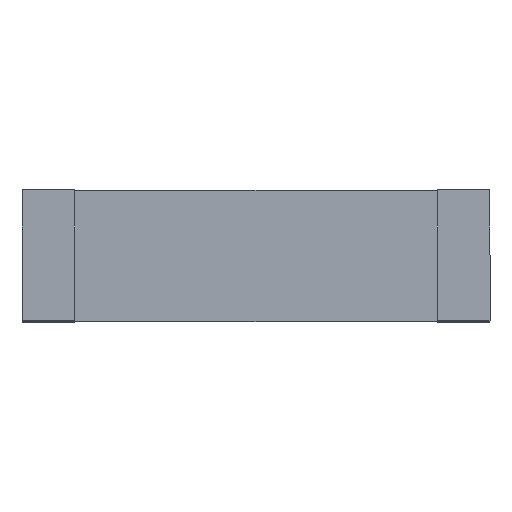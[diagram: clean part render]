
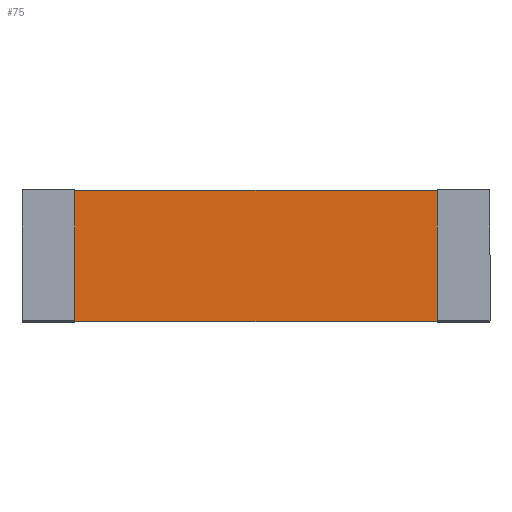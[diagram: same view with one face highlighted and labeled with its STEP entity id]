
A CAD part, top view. The second image highlights one B-rep face of the part: STEP entity #75.
In plain terms, the highlighted planar face has unit normal (0, 0, 1).
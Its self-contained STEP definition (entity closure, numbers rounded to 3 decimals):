
#2 = ORIENTED_EDGE ( 'NONE', *, *, #663, .T. ) ;
#56 = EDGE_CURVE ( 'NONE', #512, #993, #488, .T. ) ;
#72 = CARTESIAN_POINT ( 'NONE',  ( -22.15, 6.2, 5. ) ) ;
#75 = ADVANCED_FACE ( 'NONE', ( #482 ), #253, .T. ) ;
#89 = DIRECTION ( 'NONE',  ( 0., 0., 1. ) ) ;
#93 = CARTESIAN_POINT ( 'NONE',  ( -17.15, 6.2, 5. ) ) ;
#105 = LINE ( 'NONE', #738, #793 ) ;
#120 = VERTEX_POINT ( 'NONE', #129 ) ;
#121 = DIRECTION ( 'NONE',  ( 0., -1., 0. ) ) ;
#129 = CARTESIAN_POINT ( 'NONE',  ( 17.15, -6.2, 5. ) ) ;
#180 = LINE ( 'NONE', #421, #196 ) ;
#196 = VECTOR ( 'NONE', #737, 1000. ) ;
#246 = ORIENTED_EDGE ( 'NONE', *, *, #764, .F. ) ;
#253 = PLANE ( 'NONE',  #1023 ) ;
#300 = ORIENTED_EDGE ( 'NONE', *, *, #56, .F. ) ;
#333 = DIRECTION ( 'NONE',  ( 0., 1., 0. ) ) ;
#335 = CARTESIAN_POINT ( 'NONE',  ( 17.15, 6.2, 5. ) ) ;
#421 = CARTESIAN_POINT ( 'NONE',  ( -22.15, -6.2, 5. ) ) ;
#427 = ORIENTED_EDGE ( 'NONE', *, *, #838, .T. ) ;
#482 = FACE_OUTER_BOUND ( 'NONE', #571, .T. ) ;
#488 = LINE ( 'NONE', #93, #503 ) ;
#503 = VECTOR ( 'NONE', #333, 1000. ) ;
#512 = VERTEX_POINT ( 'NONE', #617 ) ;
#571 = EDGE_LOOP ( 'NONE', ( #2, #300, #427, #246 ) ) ;
#617 = CARTESIAN_POINT ( 'NONE',  ( -17.15, -6.2, 5. ) ) ;
#627 = LINE ( 'NONE', #72, #876 ) ;
#663 = EDGE_CURVE ( 'NONE', #1015, #993, #627, .T. ) ;
#707 = DIRECTION ( 'NONE',  ( -1., 0., 0. ) ) ;
#731 = CARTESIAN_POINT ( 'NONE',  ( -17.15, 6.2, 5. ) ) ;
#737 = DIRECTION ( 'NONE',  ( 1., 0., 0. ) ) ;
#738 = CARTESIAN_POINT ( 'NONE',  ( 17.15, 6.2, 5. ) ) ;
#764 = EDGE_CURVE ( 'NONE', #1015, #120, #105, .T. ) ;
#793 = VECTOR ( 'NONE', #121, 1000. ) ;
#798 = CARTESIAN_POINT ( 'NONE',  ( 0., 0., 5. ) ) ;
#838 = EDGE_CURVE ( 'NONE', #512, #120, #180, .T. ) ;
#876 = VECTOR ( 'NONE', #707, 1000. ) ;
#897 = DIRECTION ( 'NONE',  ( 1., 0., 0. ) ) ;
#993 = VERTEX_POINT ( 'NONE', #731 ) ;
#1015 = VERTEX_POINT ( 'NONE', #335 ) ;
#1023 = AXIS2_PLACEMENT_3D ( 'NONE', #798, #89, #897 ) ;
